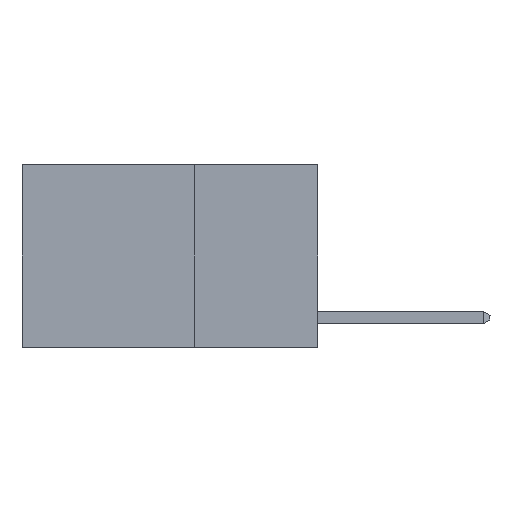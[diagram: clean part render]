
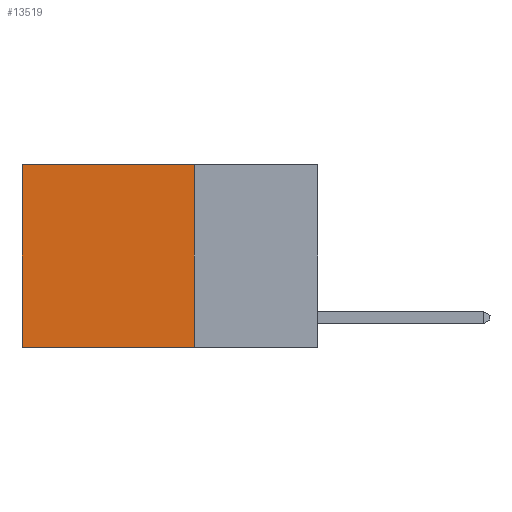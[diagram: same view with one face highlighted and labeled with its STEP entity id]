
A CAD part, left-side view. The second image highlights one B-rep face of the part: STEP entity #13519.
In plain terms, the highlighted planar face has unit normal (-1, 0, 0).
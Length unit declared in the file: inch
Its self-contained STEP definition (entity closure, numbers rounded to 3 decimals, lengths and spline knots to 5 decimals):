
#544 = LINE ( 'NONE', #4331, #2939 ) ;
#1352 = CARTESIAN_POINT ( 'NONE',  ( 0.2625, 0.25, -0.37 ) ) ;
#2939 = VECTOR ( 'NONE', #8767, 39.37008 ) ;
#3061 = DIRECTION ( 'NONE',  ( 1., 0., 0. ) ) ;
#3199 = ORIENTED_EDGE ( 'NONE', *, *, #13525, .F. ) ;
#3254 = LINE ( 'NONE', #7253, #11742 ) ;
#4331 = CARTESIAN_POINT ( 'NONE',  ( 0.2625, 0.25, -0.37 ) ) ;
#4448 = CARTESIAN_POINT ( 'NONE',  ( 0.2625, 0.6, -0.37 ) ) ;
#4645 = VERTEX_POINT ( 'NONE', #9961 ) ;
#6257 = EDGE_LOOP ( 'NONE', ( #15217, #10753, #3199, #7209 ) ) ;
#6274 = VERTEX_POINT ( 'NONE', #1352 ) ;
#6717 = CARTESIAN_POINT ( 'NONE',  ( 0.2625, 0.25, 0. ) ) ;
#7209 = ORIENTED_EDGE ( 'NONE', *, *, #11661, .T. ) ;
#7239 = PLANE ( 'NONE',  #10183 ) ;
#7253 = CARTESIAN_POINT ( 'NONE',  ( 0.2625, 0.25, 0. ) ) ;
#7808 = VERTEX_POINT ( 'NONE', #6717 ) ;
#8050 = FACE_OUTER_BOUND ( 'NONE', #6257, .T. ) ;
#8570 = DIRECTION ( 'NONE',  ( 0., 0., -1. ) ) ;
#8767 = DIRECTION ( 'NONE',  ( 0., 1., 0. ) ) ;
#8840 = LINE ( 'NONE', #13972, #11873 ) ;
#9537 = DIRECTION ( 'NONE',  ( 0., 0., -1. ) ) ;
#9961 = CARTESIAN_POINT ( 'NONE',  ( 0.2625, 0.6, 0. ) ) ;
#10183 = AXIS2_PLACEMENT_3D ( 'NONE', #16969, #3061, #10191 ) ;
#10191 = DIRECTION ( 'NONE',  ( 0., 0., -1. ) ) ;
#10753 = ORIENTED_EDGE ( 'NONE', *, *, #11585, .F. ) ;
#11585 = EDGE_CURVE ( 'NONE', #6274, #12084, #544, .T. ) ;
#11661 = EDGE_CURVE ( 'NONE', #7808, #4645, #3254, .T. ) ;
#11742 = VECTOR ( 'NONE', #16813, 39.37008 ) ;
#11873 = VECTOR ( 'NONE', #8570, 39.37008 ) ;
#12084 = VERTEX_POINT ( 'NONE', #4448 ) ;
#13519 = ADVANCED_FACE ( 'NONE', ( #8050 ), #7239, .F. ) ;
#13525 = EDGE_CURVE ( 'NONE', #7808, #6274, #8840, .T. ) ;
#13585 = LINE ( 'NONE', #16512, #14219 ) ;
#13972 = CARTESIAN_POINT ( 'NONE',  ( 0.2625, 0.25, 0. ) ) ;
#14219 = VECTOR ( 'NONE', #9537, 39.37008 ) ;
#14504 = EDGE_CURVE ( 'NONE', #4645, #12084, #13585, .T. ) ;
#15217 = ORIENTED_EDGE ( 'NONE', *, *, #14504, .T. ) ;
#16512 = CARTESIAN_POINT ( 'NONE',  ( 0.2625, 0.6, 0. ) ) ;
#16813 = DIRECTION ( 'NONE',  ( 0., 1., 0. ) ) ;
#16969 = CARTESIAN_POINT ( 'NONE',  ( 0.2625, 0.25, 0. ) ) ;
